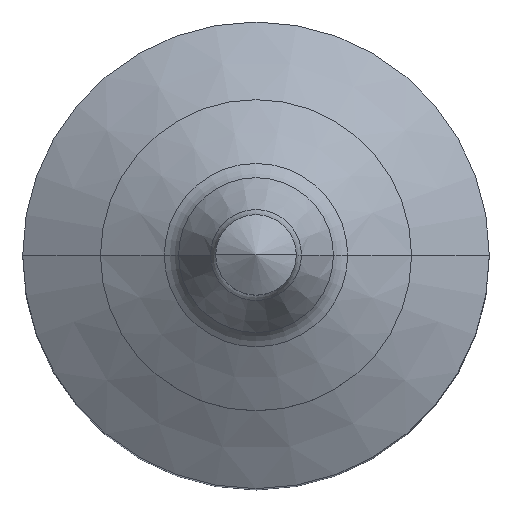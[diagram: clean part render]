
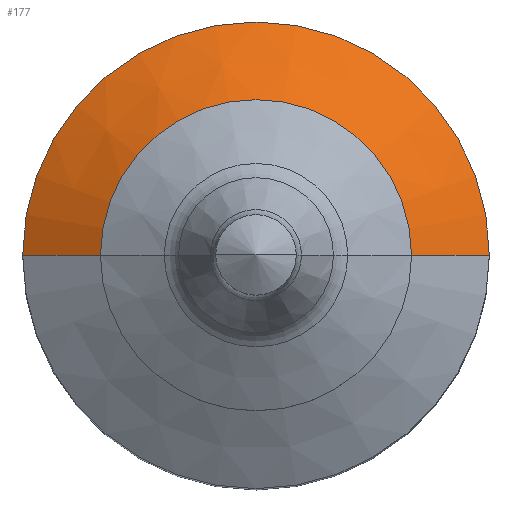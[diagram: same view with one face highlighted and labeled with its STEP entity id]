
A CAD part, top view. The second image highlights one B-rep face of the part: STEP entity #177.
In plain terms, the highlighted conical face has half-angle 60 degrees and reference radius 4 mm.
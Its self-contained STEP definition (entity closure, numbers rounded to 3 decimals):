
#95 = VERTEX_POINT ( 'NONE', #560 ) ;
#121 = EDGE_CURVE ( 'NONE', #256, #123, #490, .T. ) ;
#122 = ORIENTED_EDGE ( 'NONE', *, *, #270, .F. ) ;
#123 = VERTEX_POINT ( 'NONE', #514 ) ;
#150 = VERTEX_POINT ( 'NONE', #692 ) ;
#177 = ADVANCED_FACE ( 'NONE', ( #756 ), #673, .T. ) ;
#180 = ORIENTED_EDGE ( 'NONE', *, *, #121, .T. ) ;
#207 = EDGE_CURVE ( 'NONE', #256, #150, #847, .T. ) ;
#208 = ORIENTED_EDGE ( 'NONE', *, *, #222, .T. ) ;
#219 = ORIENTED_EDGE ( 'NONE', *, *, #207, .F. ) ;
#222 = EDGE_CURVE ( 'NONE', #123, #95, #921, .T. ) ;
#256 = VERTEX_POINT ( 'NONE', #883 ) ;
#257 = EDGE_LOOP ( 'NONE', ( #180, #208, #122, #219 ) ) ;
#270 = EDGE_CURVE ( 'NONE', #150, #95, #955, .T. ) ;
#490 = CIRCLE ( 'NONE', #497, 4. ) ;
#497 = AXIS2_PLACEMENT_3D ( 'NONE', #526, #525, #524 ) ;
#514 = CARTESIAN_POINT ( 'NONE',  ( 4., 0., 51.723 ) ) ;
#524 = DIRECTION ( 'NONE',  ( -1., 0., 0. ) ) ;
#525 = DIRECTION ( 'NONE',  ( 0., 0., -1. ) ) ;
#526 = CARTESIAN_POINT ( 'NONE',  ( 0., 0., 51.723 ) ) ;
#560 = CARTESIAN_POINT ( 'NONE',  ( 6., 0., 50.568 ) ) ;
#636 = DIRECTION ( 'NONE',  ( -1., 0., 0. ) ) ;
#673 = CONICAL_SURFACE ( 'NONE', #796, 4., 1.047 ) ;
#692 = CARTESIAN_POINT ( 'NONE',  ( -6., 0., 50.568 ) ) ;
#701 = CARTESIAN_POINT ( 'NONE',  ( 0., 0., 51.723 ) ) ;
#756 = FACE_OUTER_BOUND ( 'NONE', #257, .T. ) ;
#757 = DIRECTION ( 'NONE',  ( 0., 0., -1. ) ) ;
#796 = AXIS2_PLACEMENT_3D ( 'NONE', #701, #757, #636 ) ;
#845 = VECTOR ( 'NONE', #944, 1000. ) ;
#846 = CARTESIAN_POINT ( 'NONE',  ( -4., 0., 51.723 ) ) ;
#847 = LINE ( 'NONE', #846, #845 ) ;
#883 = CARTESIAN_POINT ( 'NONE',  ( -4., 0., 51.723 ) ) ;
#918 = DIRECTION ( 'NONE',  ( 0.866, 0., -0.5 ) ) ;
#919 = VECTOR ( 'NONE', #918, 1000. ) ;
#920 = CARTESIAN_POINT ( 'NONE',  ( 4., 0., 51.723 ) ) ;
#921 = LINE ( 'NONE', #920, #919 ) ;
#944 = DIRECTION ( 'NONE',  ( -0.866, 0., -0.5 ) ) ;
#951 = DIRECTION ( 'NONE',  ( -1., 0., 0. ) ) ;
#952 = DIRECTION ( 'NONE',  ( 0., 0., -1. ) ) ;
#953 = CARTESIAN_POINT ( 'NONE',  ( 0., 0., 50.568 ) ) ;
#954 = AXIS2_PLACEMENT_3D ( 'NONE', #953, #952, #951 ) ;
#955 = CIRCLE ( 'NONE', #954, 6. ) ;
